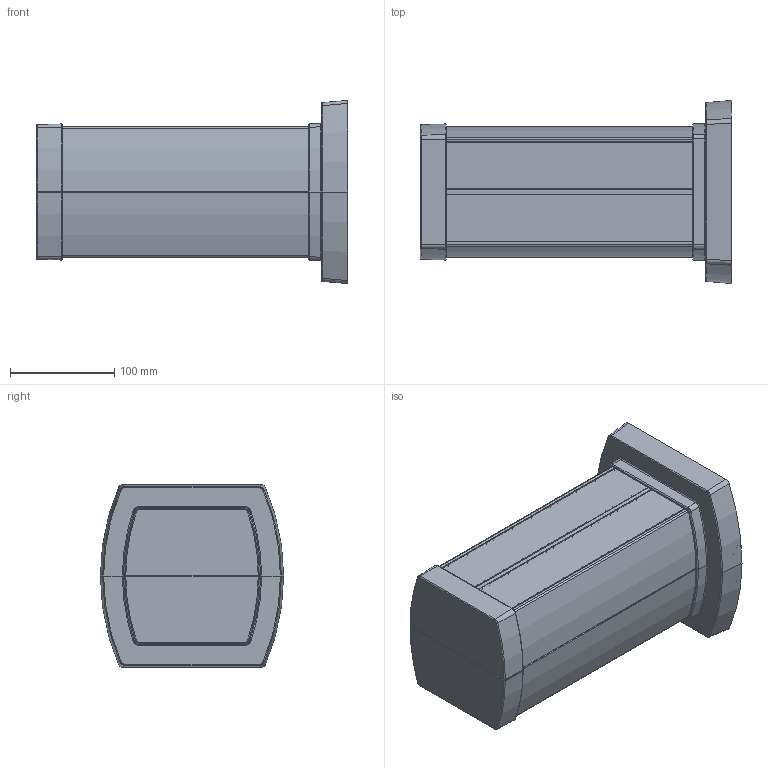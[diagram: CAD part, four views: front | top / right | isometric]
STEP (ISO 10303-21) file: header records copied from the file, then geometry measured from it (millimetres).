
FILE_DESCRIPTION(('CATIA V5 STEP Exchange','CAx-IF Rec.Pracs.--- Model Styling and Organization---1.4--- 2014-01-23'),'2;1');
FILE_NAME('653040-041-042.stp','2019-06-04T07:14:54+00:00',('none'),('none'),'CATIA Version 5-6 Release 2017 SP3','CATIA V5 STEP AP214','none');
FILE_SCHEMA(('AUTOMOTIVE_DESIGN { 1 0 10303 214 1 1 1 1 }'));
Products named in the file (1): 653040-041-042
Bounding box: 298.3 x 175.5 x 175.5 mm (x, y, z)
Volume: 1152131.2 mm3; surface area: 1355457.2 mm2
Topology: 14 solids, 14 shells, 4580 faces, 13060 edges, 8556 vertices
Faces by surface type: plane 2896, cylinder 1368, bspline 150, cone 92, torus 58, sphere 8, extrusion 8
Entity records: 155176 total; most frequent: CARTESIAN_POINT 38130, ORIENTED_EDGE 26104, DIRECTION 18906, EDGE_CURVE 13052, VECTOR 8675, LINE 8667, VERTEX_POINT 8556, AXIS2_PLACEMENT_3D 6384
